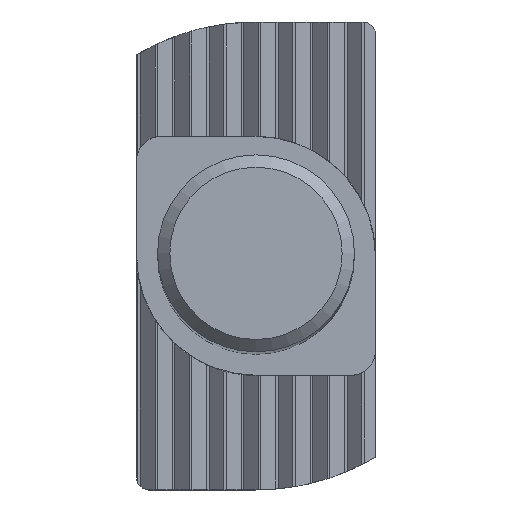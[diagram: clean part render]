
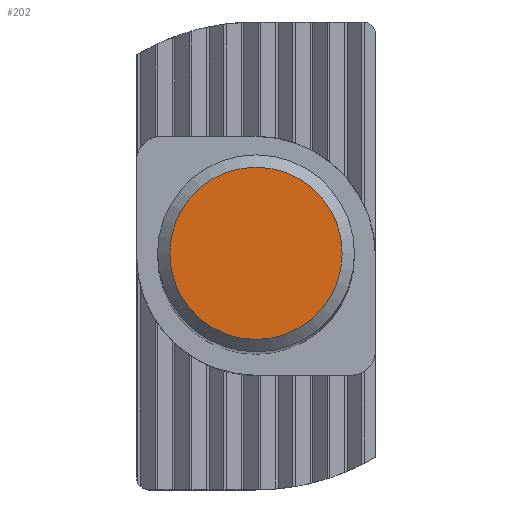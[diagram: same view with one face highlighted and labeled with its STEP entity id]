
A CAD part, top view. The second image highlights one B-rep face of the part: STEP entity #202.
In plain terms, the highlighted planar face has unit normal (0, 0, 1).
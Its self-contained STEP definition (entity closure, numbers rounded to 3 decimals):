
#202=ADVANCED_FACE('',(#284),#285,.T.);
#284=FACE_OUTER_BOUND('',#445,.T.);
#285=PLANE('',#446);
#445=EDGE_LOOP('',(#630));
#446=AXIS2_PLACEMENT_3D('',#631,#632,#633);
#630=ORIENTED_EDGE('',*,*,#1311,.T.);
#631=CARTESIAN_POINT('',(0.0,0.0,60.0));
#632=DIRECTION('',(0.0,0.0,1.0));
#633=DIRECTION('',(1.0,0.0,0.0));
#1311=EDGE_CURVE('',#1539,#1539,#1540,.T.);
#1539=VERTEX_POINT('',#1919);
#1540=CIRCLE('',#1920,3.5);
#1919=CARTESIAN_POINT('',(3.5,0.0,60.0));
#1920=AXIS2_PLACEMENT_3D('',#2483,#2484,#2485);
#2483=CARTESIAN_POINT('',(0.0,0.0,60.0));
#2484=DIRECTION('',(0.0,0.0,1.0));
#2485=DIRECTION('',(1.0,0.0,0.0));
